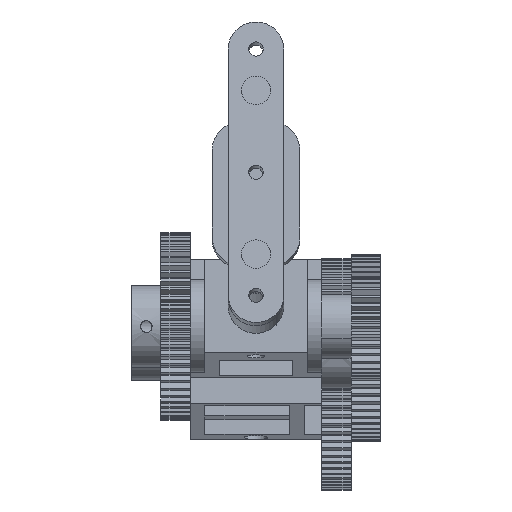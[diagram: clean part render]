
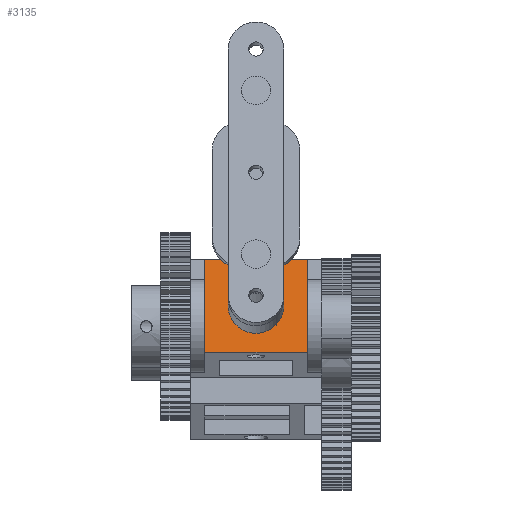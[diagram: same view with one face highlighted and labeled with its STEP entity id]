
A CAD part, front view. The second image highlights one B-rep face of the part: STEP entity #3135.
In plain terms, the highlighted free-form (B-spline) face has degree [1, 1] with [2, 2] control points.
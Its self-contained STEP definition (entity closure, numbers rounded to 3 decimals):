
#2183 = VERTEX_POINT('',#2184);
#2184 = CARTESIAN_POINT('',(21.778,-133.497,
    75.299));
#2189 = EDGE_CURVE('',#2190,#2183,#2192,.T.);
#2190 = VERTEX_POINT('',#2191);
#2191 = CARTESIAN_POINT('',(21.778,-129.833,
    97.656));
#2192 = ( BOUNDED_CURVE() B_SPLINE_CURVE(2,(#2193,#2194,#2195,#2196,
#2197),.UNSPECIFIED.,.F.,.F.) B_SPLINE_CURVE_WITH_KNOTS((3,2,3),(
    3.142,4.712,6.283),
.PIECEWISE_BEZIER_KNOTS.) CURVE() GEOMETRIC_REPRESENTATION_ITEM() 
RATIONAL_B_SPLINE_CURVE((1.,0.707,1.,0.707,1.)) 
REPRESENTATION_ITEM('') );
#2193 = CARTESIAN_POINT('',(21.778,-129.833,
    97.656));
#2194 = CARTESIAN_POINT('',(10.451,-129.833,
    97.656));
#2195 = CARTESIAN_POINT('',(10.451,-131.665,
    86.478));
#2196 = CARTESIAN_POINT('',(10.451,-133.497,
    75.299));
#2197 = CARTESIAN_POINT('',(21.778,-133.497,
    75.299));
#3135 = ADVANCED_FACE('',(#3136,#3147),#3177,.F.);
#3136 = FACE_BOUND('',#3137,.T.);
#3137 = EDGE_LOOP('',(#3138,#3146));
#3138 = ORIENTED_EDGE('',*,*,#3139,.F.);
#3139 = EDGE_CURVE('',#2183,#2190,#3140,.T.);
#3140 = ( BOUNDED_CURVE() B_SPLINE_CURVE(2,(#3141,#3142,#3143,#3144,
#3145),.UNSPECIFIED.,.F.,.F.) B_SPLINE_CURVE_WITH_KNOTS((3,2,3),(0.,
1.571,3.142),.PIECEWISE_BEZIER_KNOTS.) CURVE() 
GEOMETRIC_REPRESENTATION_ITEM() RATIONAL_B_SPLINE_CURVE((1.,
0.707,1.,0.707,1.)) REPRESENTATION_ITEM('') );
#3141 = CARTESIAN_POINT('',(21.778,-133.497,
    75.299));
#3142 = CARTESIAN_POINT('',(33.106,-133.497,
    75.299));
#3143 = CARTESIAN_POINT('',(33.106,-131.665,
    86.478));
#3144 = CARTESIAN_POINT('',(33.106,-129.833,
    97.656));
#3145 = CARTESIAN_POINT('',(21.778,-129.833,
    97.656));
#3146 = ORIENTED_EDGE('',*,*,#2189,.F.);
#3147 = FACE_BOUND('',#3148,.T.);
#3148 = EDGE_LOOP('',(#3149,#3158,#3165,#3172));
#3149 = ORIENTED_EDGE('',*,*,#3150,.F.);
#3150 = EDGE_CURVE('',#3151,#3153,#3155,.T.);
#3151 = VERTEX_POINT('',#3152);
#3152 = CARTESIAN_POINT('',(42.645,-128.58,
    105.305));
#3153 = VERTEX_POINT('',#3154);
#3154 = CARTESIAN_POINT('',(42.645,-134.75,
    67.651));
#3155 = B_SPLINE_CURVE_WITH_KNOTS('',1,(#3156,#3157),.UNSPECIFIED.,.F.,
  .F.,(2,2),(9.,41.),.PIECEWISE_BEZIER_KNOTS.);
#3156 = CARTESIAN_POINT('',(42.645,-128.58,
    105.305));
#3157 = CARTESIAN_POINT('',(42.645,-134.75,
    67.651));
#3158 = ORIENTED_EDGE('',*,*,#3159,.T.);
#3159 = EDGE_CURVE('',#3151,#3160,#3162,.T.);
#3160 = VERTEX_POINT('',#3161);
#3161 = CARTESIAN_POINT('',(0.912,-128.58,
    105.305));
#3162 = B_SPLINE_CURVE_WITH_KNOTS('',1,(#3163,#3164),.UNSPECIFIED.,.F.,
  .F.,(2,2),(-35.,0.),.PIECEWISE_BEZIER_KNOTS.);
#3163 = CARTESIAN_POINT('',(42.645,-128.58,
    105.305));
#3164 = CARTESIAN_POINT('',(0.912,-128.58,
    105.305));
#3165 = ORIENTED_EDGE('',*,*,#3166,.T.);
#3166 = EDGE_CURVE('',#3160,#3167,#3169,.T.);
#3167 = VERTEX_POINT('',#3168);
#3168 = CARTESIAN_POINT('',(0.912,-134.75,
    67.651));
#3169 = B_SPLINE_CURVE_WITH_KNOTS('',1,(#3170,#3171),.UNSPECIFIED.,.F.,
  .F.,(2,2),(9.,41.),.PIECEWISE_BEZIER_KNOTS.);
#3170 = CARTESIAN_POINT('',(0.912,-128.58,
    105.305));
#3171 = CARTESIAN_POINT('',(0.912,-134.75,
    67.651));
#3172 = ORIENTED_EDGE('',*,*,#3173,.F.);
#3173 = EDGE_CURVE('',#3153,#3167,#3174,.T.);
#3174 = B_SPLINE_CURVE_WITH_KNOTS('',1,(#3175,#3176),.UNSPECIFIED.,.F.,
  .F.,(2,2),(-35.,-0.),.PIECEWISE_BEZIER_KNOTS.);
#3175 = CARTESIAN_POINT('',(42.645,-134.75,
    67.651));
#3176 = CARTESIAN_POINT('',(0.912,-134.75,
    67.651));
#3177 = B_SPLINE_SURFACE_WITH_KNOTS('',1,1,(
    (#3178,#3179)
    ,(#3180,#3181
    )),.UNSPECIFIED.,.F.,.F.,.F.,(2,2),(2,2),(-41.,-9.),(-40.,-5.),
  .PIECEWISE_BEZIER_KNOTS.);
#3178 = CARTESIAN_POINT('',(0.912,-134.75,
    67.651));
#3179 = CARTESIAN_POINT('',(42.645,-134.75,
    67.651));
#3180 = CARTESIAN_POINT('',(0.912,-128.58,
    105.305));
#3181 = CARTESIAN_POINT('',(42.645,-128.58,
    105.305));
